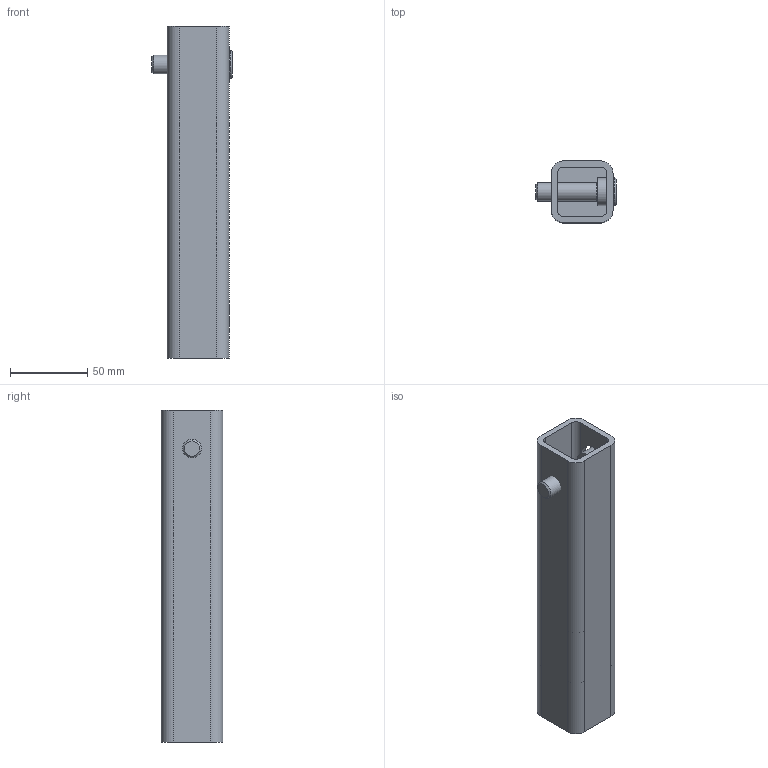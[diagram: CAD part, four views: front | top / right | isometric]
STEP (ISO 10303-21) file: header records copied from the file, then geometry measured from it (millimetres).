
FILE_DESCRIPTION(/* description */ (''),/* implementation_level */ '2;1');
FILE_NAME(/* name */ 'TSS 20 FA.stp',/* time_stamp */ '2019-03-05T11:12:23+01:00',/* author */ ('Bruker'),/* organization */ (''),/* preprocessor_version */ 'ST-DEVELOPER v17',/* originating_system */ 'Autodesk Inventor 2018',/* authorisation */ '');
FILE_SCHEMA (('AUTOMOTIVE_DESIGN { 1 0 10303 214 3 1 1 }'));
Length unit declared in the file: millimetre
Products named in the file (4): TSS 20 FA; DIN EN 10219-2 - 40 x 40 x 4  - 215; DIN 912 - M12 x 40; TSS 20 FA-2 Skumplast
Assembly tree (3 placements, depth 2):
  TSS 20 FA
    DIN EN 10219-2 - 40 x 40 x 4  - 215
    DIN 912 - M12 x 40
    TSS 20 FA-2 Skumplast
Bounding box: 52 x 40 x 215 mm (x, y, z)
Volume: 176889.4 mm3; surface area: 68928 mm2
Topology: 3 solids, 3 shells, 46 faces, 123 edges, 84 vertices
Faces by surface type: plane 25, cylinder 17, torus 2, cone 2
Full cylindrical faces by diameter (mm): 10.106 x1, 12 x1, 18 x1, 23 x2
Entity records: 1622 total; most frequent: CARTESIAN_POINT 273, DIRECTION 269, ORIENTED_EDGE 244, EDGE_CURVE 122, AXIS2_PLACEMENT_3D 101, VERTEX_POINT 84, LINE 67, VECTOR 67
